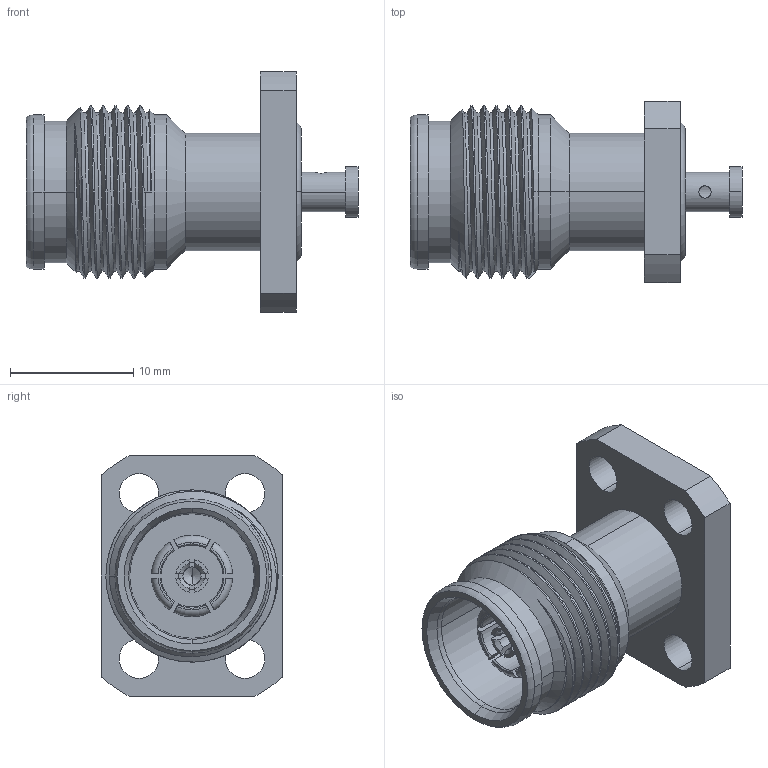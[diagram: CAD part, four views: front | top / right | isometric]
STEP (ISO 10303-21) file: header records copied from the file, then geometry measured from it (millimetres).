
FILE_DESCRIPTION((''),'2;1');
FILE_NAME('615X-3444_SW0001','2018-08-16T',('Krishnaprasath'),(''),'CREO PARAMETRIC BY PTC INC, 2017020','CREO PARAMETRIC BY PTC INC, 2017020','');
FILE_SCHEMA(('CONFIG_CONTROL_DESIGN'));
Length unit declared in the file: inch
Products named in the file (1): 615X-3444_SW0001
Bounding box: 26.9 x 14.7 x 19.5 mm (x, y, z)
Volume: 2161.1 mm3; surface area: 2508 mm2
Topology: 1 solids, 1 shells, 176 faces, 450 edges, 291 vertices
Faces by surface type: cylinder 62, plane 50, cone 38, torus 20, bspline 6
Entity records: 8476 total; most frequent: CARTESIAN_POINT 4224, ORIENTED_EDGE 900, DIRECTION 855, EDGE_CURVE 450, AXIS2_PLACEMENT_3D 351, VERTEX_POINT 291, EDGE_LOOP 201, CIRCLE 181
